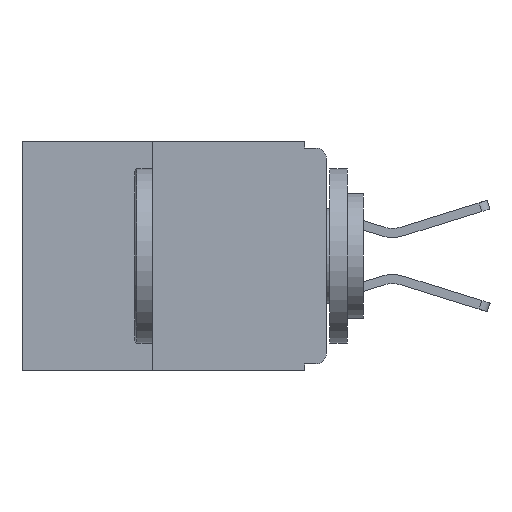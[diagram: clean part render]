
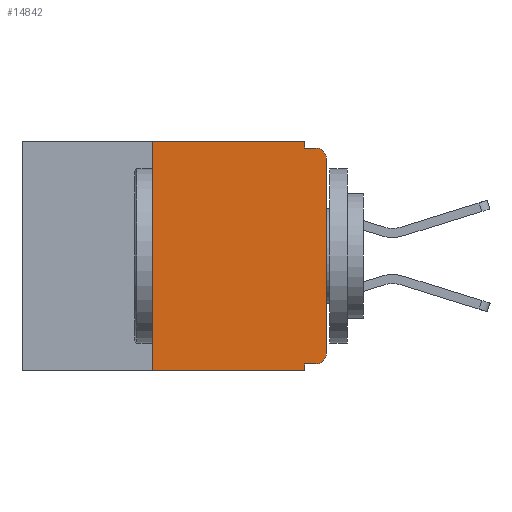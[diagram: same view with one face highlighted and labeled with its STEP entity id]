
A CAD part, left-side view. The second image highlights one B-rep face of the part: STEP entity #14842.
In plain terms, the highlighted planar face has unit normal (-1, 0, 0).
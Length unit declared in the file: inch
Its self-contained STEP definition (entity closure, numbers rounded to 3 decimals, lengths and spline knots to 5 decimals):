
#62 = AXIS2_PLACEMENT_3D ( 'NONE', #18677, #15770, #6816 ) ;
#446 = VECTOR ( 'NONE', #551, 39.37008 ) ;
#551 = DIRECTION ( 'NONE',  ( 0., -1., 0. ) ) ;
#581 = ORIENTED_EDGE ( 'NONE', *, *, #9971, .T. ) ;
#619 = ORIENTED_EDGE ( 'NONE', *, *, #725, .F. ) ;
#662 = ORIENTED_EDGE ( 'NONE', *, *, #4581, .F. ) ;
#725 = EDGE_CURVE ( 'NONE', #15380, #12301, #1466, .T. ) ;
#1118 = ORIENTED_EDGE ( 'NONE', *, *, #12573, .F. ) ;
#1137 = EDGE_CURVE ( 'NONE', #7466, #11361, #17686, .T. ) ;
#1207 = VERTEX_POINT ( 'NONE', #14845 ) ;
#1216 = ORIENTED_EDGE ( 'NONE', *, *, #2411, .F. ) ;
#1386 = CARTESIAN_POINT ( 'NONE',  ( 0., 0.031, 0. ) ) ;
#1445 = VECTOR ( 'NONE', #16495, 39.37008 ) ;
#1466 = LINE ( 'NONE', #6519, #446 ) ;
#1513 = ORIENTED_EDGE ( 'NONE', *, *, #19043, .T. ) ;
#1638 = CARTESIAN_POINT ( 'NONE',  ( 0., 0.015, -0.01 ) ) ;
#1703 = VECTOR ( 'NONE', #4482, 39.37008 ) ;
#1784 = ORIENTED_EDGE ( 'NONE', *, *, #12209, .F. ) ;
#1821 = DIRECTION ( 'NONE',  ( -1., 0., 0. ) ) ;
#2376 = ORIENTED_EDGE ( 'NONE', *, *, #1137, .F. ) ;
#2383 = CARTESIAN_POINT ( 'NONE',  ( 0., 0.015, -0.32 ) ) ;
#2411 = EDGE_CURVE ( 'NONE', #7166, #1207, #16021, .T. ) ;
#2791 = ORIENTED_EDGE ( 'NONE', *, *, #17278, .T. ) ;
#2890 = VECTOR ( 'NONE', #8346, 39.37008 ) ;
#3396 = CARTESIAN_POINT ( 'NONE',  ( 0., 0.031, -0.32 ) ) ;
#3720 = VERTEX_POINT ( 'NONE', #12642 ) ;
#3850 = CARTESIAN_POINT ( 'NONE',  ( 0., 0., -0.025 ) ) ;
#4166 = CARTESIAN_POINT ( 'NONE',  ( 0., 0.031, -0.33 ) ) ;
#4482 = DIRECTION ( 'NONE',  ( 0., 0., -1. ) ) ;
#4581 = EDGE_CURVE ( 'NONE', #14288, #15380, #10909, .T. ) ;
#6038 = CIRCLE ( 'NONE', #11683, 0.015 ) ;
#6161 = VERTEX_POINT ( 'NONE', #11669 ) ;
#6519 = CARTESIAN_POINT ( 'NONE',  ( 0., 0., -0.01 ) ) ;
#6700 = LINE ( 'NONE', #13261, #9820 ) ;
#6816 = DIRECTION ( 'NONE',  ( 0., 0., -1. ) ) ;
#7166 = VERTEX_POINT ( 'NONE', #11073 ) ;
#7466 = VERTEX_POINT ( 'NONE', #2383 ) ;
#7663 = EDGE_LOOP ( 'NONE', ( #19485, #581, #619, #662, #1118, #1216, #1513, #1784, #2376, #2791 ) ) ;
#8346 = DIRECTION ( 'NONE',  ( 0., -1., 0. ) ) ;
#8488 = DIRECTION ( 'NONE',  ( 0., 0., -1. ) ) ;
#8520 = CARTESIAN_POINT ( 'NONE',  ( 0., 0.031, 0. ) ) ;
#8574 = DIRECTION ( 'NONE',  ( 0., 0., -1. ) ) ;
#8713 = DIRECTION ( 'NONE',  ( -1., 0., 0. ) ) ;
#8817 = CARTESIAN_POINT ( 'NONE',  ( 0., 0.015, -0.025 ) ) ;
#9820 = VECTOR ( 'NONE', #12901, 39.37008 ) ;
#9862 = EDGE_CURVE ( 'NONE', #6161, #14034, #6700, .T. ) ;
#9971 = EDGE_CURVE ( 'NONE', #14034, #12301, #11960, .T. ) ;
#10550 = CARTESIAN_POINT ( 'NONE',  ( 0., 0.25, -0.33 ) ) ;
#10909 = LINE ( 'NONE', #8520, #19156 ) ;
#11073 = CARTESIAN_POINT ( 'NONE',  ( 0., 0.25, -0.33 ) ) ;
#11218 = CARTESIAN_POINT ( 'NONE',  ( 0., 0.015, -0.305 ) ) ;
#11361 = VERTEX_POINT ( 'NONE', #3396 ) ;
#11378 = PLANE ( 'NONE',  #62 ) ;
#11669 = CARTESIAN_POINT ( 'NONE',  ( 0., 0., -0.305 ) ) ;
#11683 = AXIS2_PLACEMENT_3D ( 'NONE', #11218, #1821, #12715 ) ;
#11698 = VECTOR ( 'NONE', #18475, 39.37008 ) ;
#11960 = CIRCLE ( 'NONE', #17946, 0.015 ) ;
#12209 = EDGE_CURVE ( 'NONE', #11361, #3720, #17908, .T. ) ;
#12301 = VERTEX_POINT ( 'NONE', #1638 ) ;
#12573 = EDGE_CURVE ( 'NONE', #1207, #14288, #15814, .T. ) ;
#12642 = CARTESIAN_POINT ( 'NONE',  ( 0., 0.031, -0.33 ) ) ;
#12715 = DIRECTION ( 'NONE',  ( 0., 0., -1. ) ) ;
#12901 = DIRECTION ( 'NONE',  ( 0., 0., 1. ) ) ;
#13120 = CARTESIAN_POINT ( 'NONE',  ( 0., 0., -0.32 ) ) ;
#13261 = CARTESIAN_POINT ( 'NONE',  ( 0., 0., 0. ) ) ;
#14034 = VERTEX_POINT ( 'NONE', #3850 ) ;
#14288 = VERTEX_POINT ( 'NONE', #1386 ) ;
#14842 = ADVANCED_FACE ( 'NONE', ( #16411 ), #11378, .F. ) ;
#14845 = CARTESIAN_POINT ( 'NONE',  ( 0., 0.25, 0. ) ) ;
#15365 = VECTOR ( 'NONE', #17838, 39.37008 ) ;
#15380 = VERTEX_POINT ( 'NONE', #15567 ) ;
#15567 = CARTESIAN_POINT ( 'NONE',  ( 0., 0.031, -0.01 ) ) ;
#15770 = DIRECTION ( 'NONE',  ( 1., 0., 0. ) ) ;
#15814 = LINE ( 'NONE', #17867, #15365 ) ;
#16021 = LINE ( 'NONE', #10550, #11698 ) ;
#16411 = FACE_OUTER_BOUND ( 'NONE', #7663, .T. ) ;
#16495 = DIRECTION ( 'NONE',  ( 0., 1., 0. ) ) ;
#17278 = EDGE_CURVE ( 'NONE', #7466, #6161, #6038, .T. ) ;
#17686 = LINE ( 'NONE', #13120, #1445 ) ;
#17838 = DIRECTION ( 'NONE',  ( 0., -1., 0. ) ) ;
#17867 = CARTESIAN_POINT ( 'NONE',  ( 0., 0.437, 0. ) ) ;
#17908 = LINE ( 'NONE', #4166, #1703 ) ;
#17946 = AXIS2_PLACEMENT_3D ( 'NONE', #8817, #8713, #8574 ) ;
#18475 = DIRECTION ( 'NONE',  ( 0., 0., 1. ) ) ;
#18541 = LINE ( 'NONE', #18706, #2890 ) ;
#18677 = CARTESIAN_POINT ( 'NONE',  ( 0., 0.437, 0. ) ) ;
#18706 = CARTESIAN_POINT ( 'NONE',  ( 0., 0.437, -0.33 ) ) ;
#19043 = EDGE_CURVE ( 'NONE', #7166, #3720, #18541, .T. ) ;
#19156 = VECTOR ( 'NONE', #8488, 39.37008 ) ;
#19485 = ORIENTED_EDGE ( 'NONE', *, *, #9862, .T. ) ;
